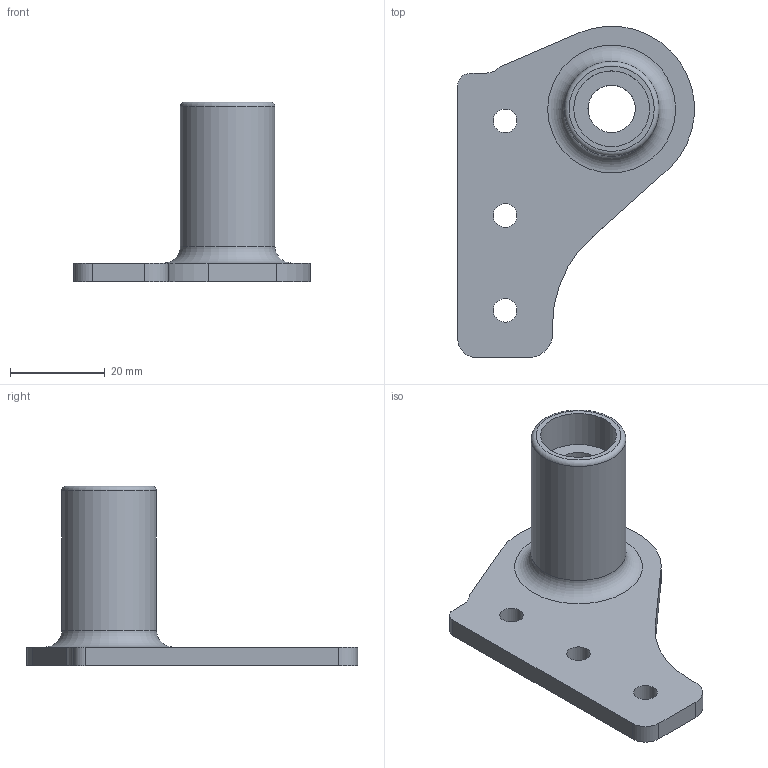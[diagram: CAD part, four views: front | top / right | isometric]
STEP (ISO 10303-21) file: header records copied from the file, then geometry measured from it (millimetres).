
FILE_DESCRIPTION(/* description */ (''),/* implementation_level */ '2;1');
FILE_NAME(/* name */ 'Leadscrew Fixed Mount X.step',/* time_stamp */ '2024-08-25T23:59:39+01:00',/* author */ (''),/* organization */ (''),/* preprocessor_version */ 'ST-DEVELOPER v20',/* originating_system */ 'Autodesk Translation Framework v13.14.0.145',/* authorisation */ '');
FILE_SCHEMA (('AUTOMOTIVE_DESIGN { 1 0 10303 214 3 1 1 }'));
Length unit declared in the file: millimetre
Products named in the file (1): LeadScrewFixedMount
Bounding box: 49.94 x 69.96 x 38 mm (x, y, z)
Volume: 15569 mm3; surface area: 8772.5 mm2
Topology: 1 solids, 1 shells, 26 faces, 62 edges, 41 vertices
Faces by surface type: cylinder 13, plane 11, torus 2
Full cylindrical faces by diameter (mm): 5 x3, 10 x1, 14.5 x1, 16 x1, 20 x1
Entity records: 818 total; most frequent: DIRECTION 147, CARTESIAN_POINT 130, ORIENTED_EDGE 124, EDGE_CURVE 62, AXIS2_PLACEMENT_3D 58, VERTEX_POINT 41, EDGE_LOOP 37, LINE 31
